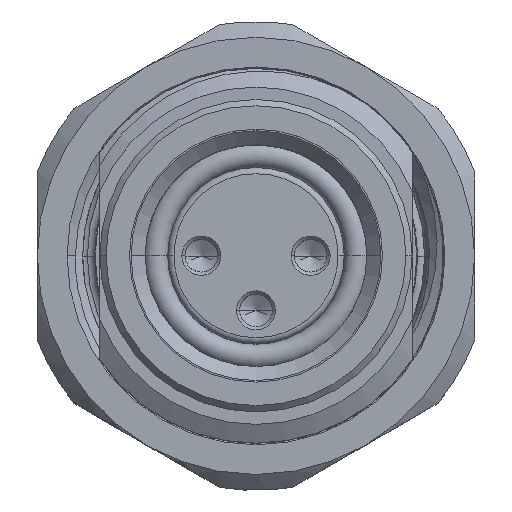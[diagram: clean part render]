
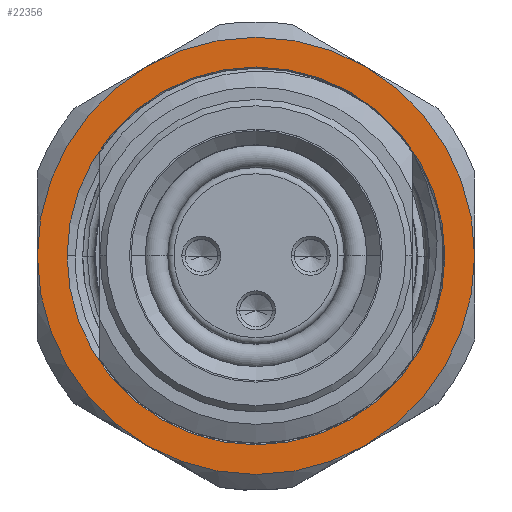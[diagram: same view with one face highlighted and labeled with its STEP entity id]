
A CAD part, top view. The second image highlights one B-rep face of the part: STEP entity #22356.
In plain terms, the highlighted planar face has unit normal (0, 0, 1).
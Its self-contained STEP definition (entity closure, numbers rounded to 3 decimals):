
#20954=CARTESIAN_POINT('',(0.,0.,2.2));
#20955=DIRECTION('',(0.,0.,-1.));
#20956=DIRECTION('',(-1.,0.,0.));
#20957=AXIS2_PLACEMENT_3D('',#20954,#20955,#20956);
#20959=CARTESIAN_POINT('',(0.,0.,2.2));
#20960=DIRECTION('',(0.,0.,-1.));
#20961=DIRECTION('',(1.,0.,0.));
#20962=AXIS2_PLACEMENT_3D('',#20959,#20960,#20961);
#20964=CARTESIAN_POINT('',(0.,0.,2.2));
#20965=DIRECTION('',(0.,0.,-1.));
#20966=DIRECTION('',(-0.5,-0.866,0.));
#20967=AXIS2_PLACEMENT_3D('',#20964,#20965,#20966);
#20969=CARTESIAN_POINT('',(0.,0.,2.2));
#20970=DIRECTION('',(0.,0.,-1.));
#20971=DIRECTION('',(-1.,0.,0.));
#20972=AXIS2_PLACEMENT_3D('',#20969,#20970,#20971);
#20974=CARTESIAN_POINT('',(0.,0.,2.2));
#20975=DIRECTION('',(0.,0.,-1.));
#20976=DIRECTION('',(0.5,0.866,0.));
#20977=AXIS2_PLACEMENT_3D('',#20974,#20975,#20976);
#20979=CARTESIAN_POINT('',(0.,0.,2.2));
#20980=DIRECTION('',(0.,0.,-1.));
#20981=DIRECTION('',(1.,0.,0.));
#20982=AXIS2_PLACEMENT_3D('',#20979,#20980,#20981);
#20989=CARTESIAN_POINT('',(0.,0.,2.2));
#20990=DIRECTION('',(0.,0.,1.));
#20991=DIRECTION('',(-0.5,-0.866,0.));
#20992=AXIS2_PLACEMENT_3D('',#20989,#20990,#20991);
#21281=CARTESIAN_POINT('',(0.,0.,2.2));
#21282=DIRECTION('',(0.,0.,1.));
#21283=DIRECTION('',(0.5,0.866,0.));
#21284=AXIS2_PLACEMENT_3D('',#21281,#21282,#21283);
#21516=CARTESIAN_POINT('',(-6.05,0.,2.2));
#21517=CARTESIAN_POINT('',(6.05,0.,2.2));
#21518=VERTEX_POINT('',#21516);
#21519=VERTEX_POINT('',#21517);
#21569=CARTESIAN_POINT('',(-3.5,-6.062,2.2));
#21570=CARTESIAN_POINT('',(-7.,0.,2.2));
#21571=VERTEX_POINT('',#21569);
#21572=VERTEX_POINT('',#21570);
#21573=CARTESIAN_POINT('',(-3.5,6.062,2.2));
#21574=VERTEX_POINT('',#21573);
#21575=CARTESIAN_POINT('',(3.5,6.062,2.2));
#21576=CARTESIAN_POINT('',(7.,0.,2.2));
#21577=VERTEX_POINT('',#21575);
#21578=VERTEX_POINT('',#21576);
#21579=CARTESIAN_POINT('',(3.5,-6.062,2.2));
#21580=VERTEX_POINT('',#21579);
#22333=CARTESIAN_POINT('',(0.,0.,2.2));
#22334=DIRECTION('',(0.,0.,1.));
#22335=DIRECTION('',(1.,0.,0.));
#22336=AXIS2_PLACEMENT_3D('',#22333,#22334,#22335);
#22337=PLANE('',#22336);
#22339=ORIENTED_EDGE('',*,*,#22338,.F.);
#22341=ORIENTED_EDGE('',*,*,#22340,.T.);
#22343=ORIENTED_EDGE('',*,*,#22342,.T.);
#22345=ORIENTED_EDGE('',*,*,#22344,.F.);
#22347=ORIENTED_EDGE('',*,*,#22346,.T.);
#22349=ORIENTED_EDGE('',*,*,#22348,.T.);
#22350=EDGE_LOOP('',(#22339,#22341,#22343,#22345,#22347,#22349));
#22351=FACE_OUTER_BOUND('',#22350,.F.);
#22352=ORIENTED_EDGE('',*,*,#22006,.F.);
#22353=ORIENTED_EDGE('',*,*,#22326,.F.);
#22354=EDGE_LOOP('',(#22352,#22353));
#22355=FACE_BOUND('',#22354,.F.);
#20958=CIRCLE('',#20957,6.05);
#20963=CIRCLE('',#20962,6.05);
#20968=CIRCLE('',#20967,7.);
#20973=CIRCLE('',#20972,7.);
#20978=CIRCLE('',#20977,7.);
#20983=CIRCLE('',#20982,7.);
#20993=CIRCLE('',#20992,7.);
#21285=CIRCLE('',#21284,7.);
#22006=EDGE_CURVE('',#21518,#21519,#20958,.T.);
#22326=EDGE_CURVE('',#21519,#21518,#20963,.T.);
#22338=EDGE_CURVE('',#21571,#21580,#20993,.T.);
#22340=EDGE_CURVE('',#21571,#21572,#20968,.T.);
#22342=EDGE_CURVE('',#21572,#21574,#20973,.T.);
#22344=EDGE_CURVE('',#21577,#21574,#21285,.T.);
#22346=EDGE_CURVE('',#21577,#21578,#20978,.T.);
#22348=EDGE_CURVE('',#21578,#21580,#20983,.T.);
#22356=ADVANCED_FACE('',(#22351,#22355),#22337,.T.);
